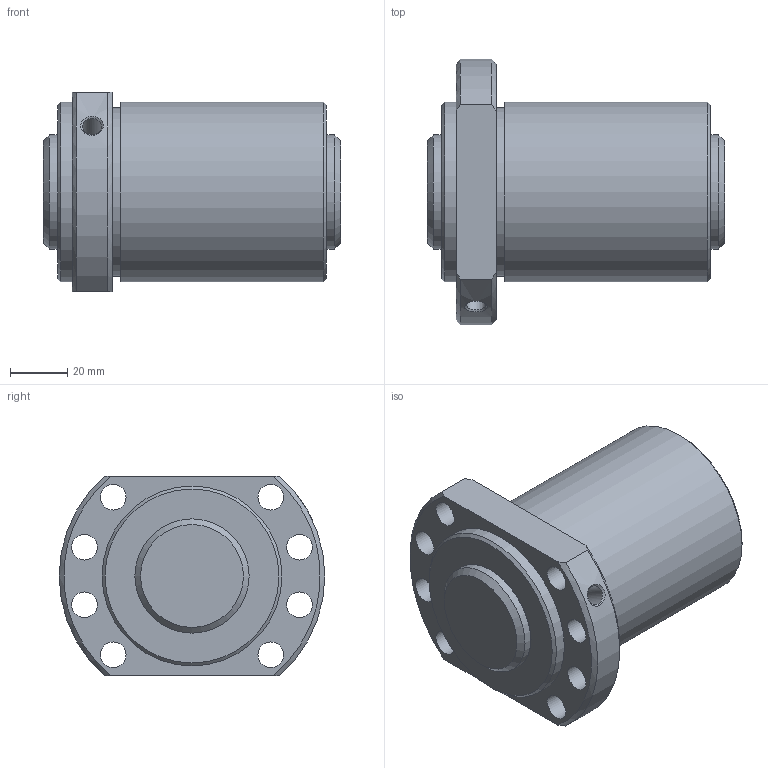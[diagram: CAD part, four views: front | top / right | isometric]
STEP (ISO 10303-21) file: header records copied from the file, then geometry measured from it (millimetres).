
FILE_DESCRIPTION( ( 'STEP AP203' ), ' ' );
FILE_NAME( 'EBB_4010-4_RRNone+104L_C7_0070_-ebb3.stp', '2018-01-22T15:19:15', ( '' ), ( '' ), ' ', 'PARTsolutions', ' ' );
FILE_SCHEMA( ( 'CONFIG_CONTROL_DESIGN' ) );
Length unit declared in the file: millimetre
Products named in the file (3): EBB 4010-4 RRNone+104L C7(0070)-ebb3; _EBB 4010-40 Welle3; _EBB 4010-4RR Nut3
Assembly tree (2 placements, depth 2):
  EBB 4010-4 RRNone+104L C7(0070)-ebb3
    _EBB 4010-40 Welle3
    _EBB 4010-4RR Nut3
Bounding box: 104 x 93 x 70 mm (x, y, z)
Volume: 333135.2 mm3; surface area: 60568.6 mm2
Topology: 2 solids, 2 shells, 42 faces, 90 edges, 59 vertices
Faces by surface type: cylinder 20, plane 13, cone 9
Full cylindrical faces by diameter (mm): 6.647 x1, 9 x8, 32 x2, 40 x4, 59.22 x1, 63 x2
Entity records: 1304 total; most frequent: CARTESIAN_POINT 319, DIRECTION 192, ORIENTED_EDGE 130, AXIS2_PLACEMENT_3D 92, EDGE_LOOP 92, EDGE_CURVE 65, FACE_OUTER_BOUND 60, VERTEX_POINT 57
